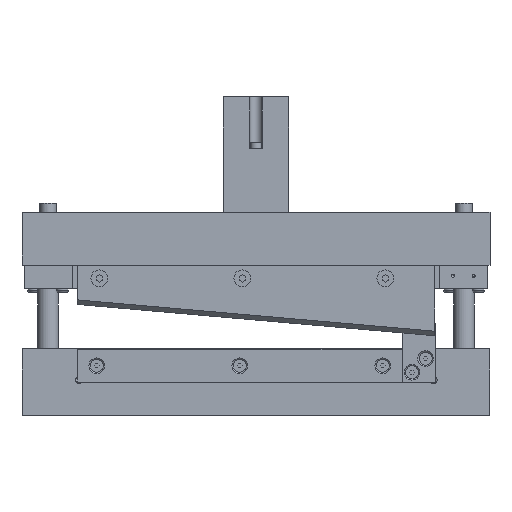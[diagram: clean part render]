
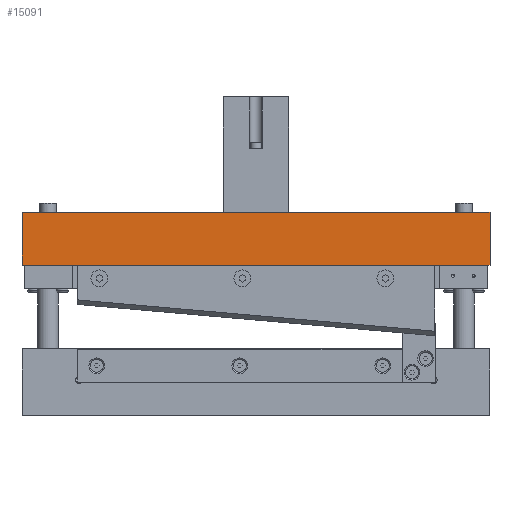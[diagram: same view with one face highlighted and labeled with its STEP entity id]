
A CAD part, top view. The second image highlights one B-rep face of the part: STEP entity #15091.
In plain terms, the highlighted planar face has unit normal (0, 0, 1).
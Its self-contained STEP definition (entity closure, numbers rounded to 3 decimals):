
#1790=FACE_OUTER_BOUND('',#2936,.T.);
#2936=EDGE_LOOP('',(#11929,#11930,#11931,#11932));
#4407=LINE('',#39364,#5557);
#4412=LINE('',#39373,#5562);
#4418=LINE('',#39384,#5568);
#4419=LINE('',#39386,#5569);
#5557=VECTOR('',#18613,1.596);
#5562=VECTOR('',#18620,14.173);
#5568=VECTOR('',#18630,1.596);
#5569=VECTOR('',#18633,14.173);
#6957=VERTEX_POINT('',#39361);
#6958=VERTEX_POINT('',#39363);
#6961=VERTEX_POINT('',#39371);
#6964=VERTEX_POINT('',#39382);
#8689=EDGE_CURVE('',#6957,#6958,#4407,.T.);
#8694=EDGE_CURVE('',#6957,#6961,#4412,.T.);
#8700=EDGE_CURVE('',#6961,#6964,#4418,.T.);
#8701=EDGE_CURVE('',#6964,#6958,#4419,.T.);
#11929=ORIENTED_EDGE('',*,*,#8701,.T.);
#11930=ORIENTED_EDGE('',*,*,#8689,.F.);
#11931=ORIENTED_EDGE('',*,*,#8694,.T.);
#11932=ORIENTED_EDGE('',*,*,#8700,.T.);
#13363=PLANE('',#16146);
#15091=ADVANCED_FACE('',(#1790),#13363,.T.);
#16146=AXIS2_PLACEMENT_3D('',#39385,#18631,#18632);
#18613=DIRECTION('',(0.,1.,0.));
#18620=DIRECTION('',(1.,0.,0.));
#18630=DIRECTION('',(0.,1.,0.));
#18631=DIRECTION('center_axis',(0.,0.,
1.));
#18632=DIRECTION('ref_axis',(0.,-1.,0.));
#18633=DIRECTION('',(-1.,0.,0.));
#39361=CARTESIAN_POINT('',(-19.325,13.061,1.992));
#39363=CARTESIAN_POINT('',(-19.325,14.657,1.992));
#39364=CARTESIAN_POINT('',(-19.325,13.061,1.992));
#39371=CARTESIAN_POINT('',(-5.152,13.061,1.992));
#39373=CARTESIAN_POINT('',(-19.325,13.061,1.992));
#39382=CARTESIAN_POINT('',(-5.152,14.657,1.992));
#39384=CARTESIAN_POINT('',(-5.152,13.061,1.992));
#39385=CARTESIAN_POINT('Origin',(-5.152,13.061,1.992));
#39386=CARTESIAN_POINT('',(-19.325,14.657,1.992));
